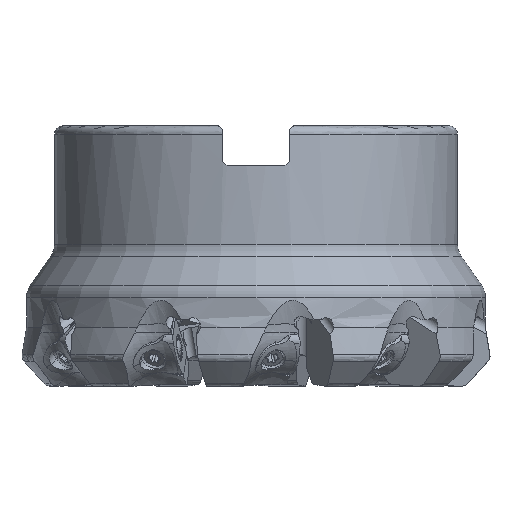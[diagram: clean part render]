
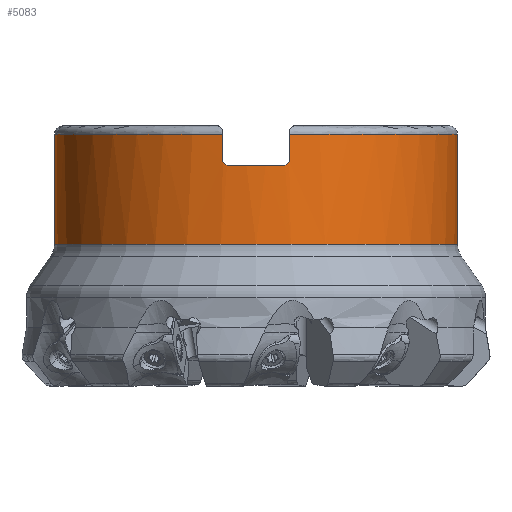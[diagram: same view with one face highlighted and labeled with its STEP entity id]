
A CAD part, front view. The second image highlights one B-rep face of the part: STEP entity #5083.
In plain terms, the highlighted cylindrical face has radius 48.25 mm (diameter 96.5 mm), a partial arc.
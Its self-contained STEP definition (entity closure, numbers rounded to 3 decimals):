
#1158=CYLINDRICAL_SURFACE('',#28948,48.25);
#2168=LINE('',#49709,#3536);
#2169=LINE('',#49710,#3537);
#2170=LINE('',#49714,#3538);
#2171=LINE('',#49728,#3539);
#3536=VECTOR('',#34100,1.);
#3537=VECTOR('',#34101,1.);
#3538=VECTOR('',#34104,1.);
#3539=VECTOR('',#34107,1.);
#5083=ADVANCED_FACE('',(#6912),#1158,.T.);
#6912=FACE_OUTER_BOUND('',#8428,.T.);
#8428=EDGE_LOOP('',(#14569,#14570,#14571,#14572,#14573,#14574,#14575,#14576,
#14577,#14578,#14579));
#9927=CIRCLE('',#28940,48.25);
#9929=CIRCLE('',#28944,48.25);
#9930=CIRCLE('',#28945,48.25);
#9931=CIRCLE('',#28946,48.25);
#9932=CIRCLE('',#28947,48.25);
#14569=ORIENTED_EDGE('',*,*,#23781,.F.);
#14570=ORIENTED_EDGE('',*,*,#23782,.F.);
#14571=ORIENTED_EDGE('',*,*,#23783,.F.);
#14572=ORIENTED_EDGE('',*,*,#23779,.T.);
#14573=ORIENTED_EDGE('',*,*,#23784,.F.);
#14574=ORIENTED_EDGE('',*,*,#23785,.F.);
#14575=ORIENTED_EDGE('',*,*,#23786,.F.);
#14576=ORIENTED_EDGE('',*,*,#23787,.T.);
#14577=ORIENTED_EDGE('',*,*,#23788,.T.);
#14578=ORIENTED_EDGE('',*,*,#23789,.F.);
#14579=ORIENTED_EDGE('',*,*,#23790,.F.);
#20472=VERTEX_POINT('',#49695);
#20473=VERTEX_POINT('',#49697);
#20474=VERTEX_POINT('',#49705);
#20475=VERTEX_POINT('',#49706);
#20476=VERTEX_POINT('',#49708);
#20477=VERTEX_POINT('',#49711);
#20478=VERTEX_POINT('',#49713);
#20479=VERTEX_POINT('',#49715);
#20480=VERTEX_POINT('',#49720);
#20481=VERTEX_POINT('',#49722);
#20482=VERTEX_POINT('',#49727);
#23779=EDGE_CURVE('',#20472,#20473,#9927,.T.);
#23781=EDGE_CURVE('',#20474,#20475,#9929,.T.);
#23782=EDGE_CURVE('',#20476,#20474,#9930,.T.);
#23783=EDGE_CURVE('',#20472,#20476,#2168,.T.);
#23784=EDGE_CURVE('',#20477,#20473,#2169,.T.);
#23785=EDGE_CURVE('',#20478,#20477,#9931,.T.);
#23786=EDGE_CURVE('',#20479,#20478,#2170,.T.);
#23787=EDGE_CURVE('',#20479,#20480,#26818,.T.);
#23788=EDGE_CURVE('',#20480,#20481,#9932,.T.);
#23789=EDGE_CURVE('',#20482,#20481,#26819,.T.);
#23790=EDGE_CURVE('',#20475,#20482,#2171,.T.);
#26818=B_SPLINE_CURVE_WITH_KNOTS('',3,(#49716,#49717,#49718,#49719),
 .UNSPECIFIED.,.F.,.F.,(4,4),(0.,1.),.UNSPECIFIED.);
#26819=B_SPLINE_CURVE_WITH_KNOTS('',3,(#49723,#49724,#49725,#49726),
 .UNSPECIFIED.,.F.,.F.,(4,4),(0.,1.),.UNSPECIFIED.);
#28940=AXIS2_PLACEMENT_3D('',#49700,#34088,#34089);
#28944=AXIS2_PLACEMENT_3D('',#49704,#34096,#34097);
#28945=AXIS2_PLACEMENT_3D('',#49707,#34098,#34099);
#28946=AXIS2_PLACEMENT_3D('',#49712,#34102,#34103);
#28947=AXIS2_PLACEMENT_3D('',#49721,#34105,#34106);
#28948=AXIS2_PLACEMENT_3D('',#49729,#34108,#34109);
#34088=DIRECTION('',(0.,0.,1.));
#34089=DIRECTION('',(-1.,0.,0.));
#34096=DIRECTION('',(0.,0.,1.));
#34097=DIRECTION('',(-1.,0.,0.));
#34098=DIRECTION('',(0.,0.,1.));
#34099=DIRECTION('',(-1.,0.,0.));
#34100=DIRECTION('',(0.,0.,1.));
#34101=DIRECTION('',(0.,0.,-1.));
#34102=DIRECTION('',(0.,0.,1.));
#34103=DIRECTION('',(0.165,-0.986,0.));
#34104=DIRECTION('',(0.,0.,1.));
#34105=DIRECTION('',(0.,0.,-1.));
#34106=DIRECTION('',(0.144,-0.99,0.));
#34107=DIRECTION('',(0.,0.,-1.));
#34108=DIRECTION('',(0.,0.,-1.));
#34109=DIRECTION('',(-1.,0.,0.));
#49695=CARTESIAN_POINT('',(-48.25,0.,-28.351));
#49697=CARTESIAN_POINT('',(48.25,0.,-28.351));
#49700=CARTESIAN_POINT('',(0.,0.,-28.351));
#49704=CARTESIAN_POINT('',(0.,0.,-2.));
#49705=CARTESIAN_POINT('',(-48.25,-0.016,-2.));
#49706=CARTESIAN_POINT('',(-7.937,-47.593,-2.));
#49707=CARTESIAN_POINT('',(0.,0.,-2.));
#49708=CARTESIAN_POINT('',(-48.25,0.,-2.));
#49709=CARTESIAN_POINT('',(-48.25,0.,-28.351));
#49710=CARTESIAN_POINT('',(48.25,0.,-2.));
#49711=CARTESIAN_POINT('',(48.25,0.,-2.));
#49712=CARTESIAN_POINT('',(0.,0.,-2.));
#49713=CARTESIAN_POINT('',(7.938,-47.593,-2.));
#49714=CARTESIAN_POINT('',(7.938,-47.593,-8.525));
#49715=CARTESIAN_POINT('',(7.938,-47.593,-8.525));
#49716=CARTESIAN_POINT('',(7.938,-47.593,-8.525));
#49717=CARTESIAN_POINT('',(7.604,-47.648,-8.858));
#49718=CARTESIAN_POINT('',(7.271,-47.7,-9.191));
#49719=CARTESIAN_POINT('',(6.937,-47.749,-9.525));
#49720=CARTESIAN_POINT('',(6.938,-47.749,-9.525));
#49721=CARTESIAN_POINT('',(0.,0.,-9.525));
#49722=CARTESIAN_POINT('',(-6.938,-47.749,-9.525));
#49723=CARTESIAN_POINT('',(-7.938,-47.593,-8.525));
#49724=CARTESIAN_POINT('',(-7.604,-47.648,-8.858));
#49725=CARTESIAN_POINT('',(-7.271,-47.7,-9.191));
#49726=CARTESIAN_POINT('',(-6.937,-47.749,-9.525));
#49727=CARTESIAN_POINT('',(-7.938,-47.593,-8.525));
#49728=CARTESIAN_POINT('',(-7.937,-47.593,-2.));
#49729=CARTESIAN_POINT('',(0.,0.,-1.473));
